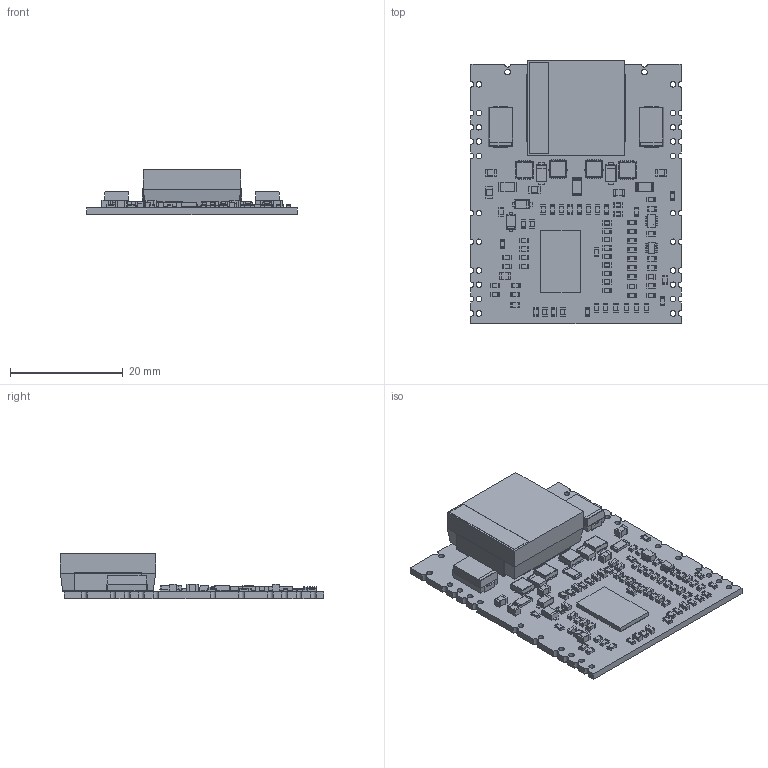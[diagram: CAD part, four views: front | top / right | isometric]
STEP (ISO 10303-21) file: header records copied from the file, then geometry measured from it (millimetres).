
FILE_DESCRIPTION(('KiCad electronic assembly'),'2;1');
FILE_NAME('LT8490.step','2025-02-27T12:26:50',('Pcbnew'),('Kicad'), 'Open CASCADE STEP processor 7.7','KiCad to STEP converter','Unknown' );
FILE_SCHEMA(('AUTOMOTIVE_DESIGN { 1 0 10303 214 1 1 1 1 }'));
Length unit declared in the file: millimetre
Products named in the file (26): LT8490 1; R_0603_1608Metric; C_0805_2012Metric; C_0603_1608Metric; D_PowerDI-123; D_PowerDI_123; SOT-363_SC-70-6; SOT_363_SC_70_6; SIS128LDN-T1-GE3; (Unsaved); BSS138DWQ-7; part; SRP1770CC; R_1206_3216Metric; LT8491IUKJ#PBF; D_SOD-123F; D_SOD_123F; CP_EIA-7343-30_AVX-N; CP_EIA_7343_30_AVX_N; LT8491-mezzanine_PCB
Assembly tree (103 placements, depth 3):
  LT8490 1
    R_0603_1608Metric  x45
      R_0603_1608Metric
    C_0805_2012Metric  x6
      C_0805_2012Metric
    C_0603_1608Metric  x22
      C_0603_1608Metric
    D_PowerDI-123  x2
      D_PowerDI_123
    SOT-363_SC-70-6
      SOT_363_SC_70_6
    SIS128LDN-T1-GE3  x4
      (Unsaved)
    BSS138DWQ-7
      part
    SRP1770CC
      part
    R_1206_3216Metric  x3
      R_1206_3216Metric
    LT8491IUKJ#PBF
      (Unsaved)
    D_SOD-123F  x2
      D_SOD_123F
    CP_EIA-7343-30_AVX-N  x2
      CP_EIA_7343_30_AVX_N
    LT8491-mezzanine_PCB
Bounding box: 37.25 x 46.7 x 8.02 mm (x, y, z)
Volume: 4325.7 mm3; surface area: 6386 mm2
Topology: 181 solids, 181 shells, 3465 faces, 8689 edges, 5650 vertices
Faces by surface type: plane 2531, cylinder 848, bspline 86
Full cylindrical faces by diameter (mm): 0.065 x1, 1 x25
Entity records: 33731 total; most frequent: CARTESIAN_POINT 5497, ORIENTED_EDGE 4908, DIRECTION 4857, EDGE_CURVE 2454, LINE 2077, VECTOR 2077, VERTEX_POINT 1592, AXIS2_PLACEMENT_3D 1390
